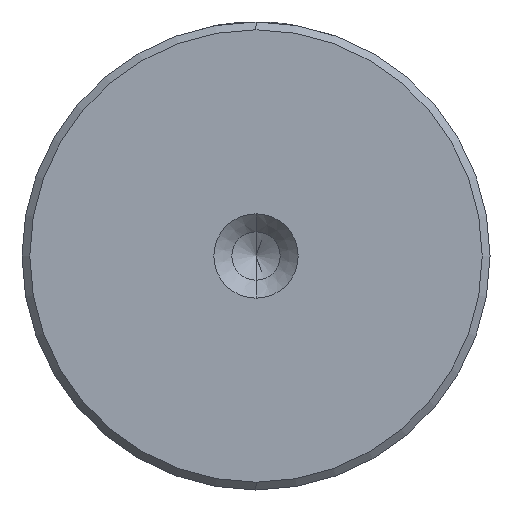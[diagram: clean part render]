
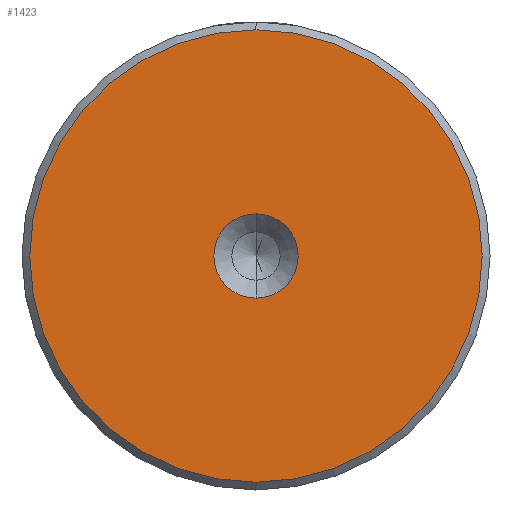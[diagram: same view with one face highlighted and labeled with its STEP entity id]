
A CAD part, left-side view. The second image highlights one B-rep face of the part: STEP entity #1423.
In plain terms, the highlighted planar face has unit normal (-1, 0, 0).
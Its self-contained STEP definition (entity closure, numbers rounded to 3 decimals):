
#185 = CIRCLE ( 'NONE', #1150, 14.5 ) ;
#193 = PLANE ( 'NONE',  #1693 ) ;
#198 = ORIENTED_EDGE ( 'NONE', *, *, #385, .T. ) ;
#270 = VERTEX_POINT ( 'NONE', #1758 ) ;
#291 = CARTESIAN_POINT ( 'NONE',  ( 0., 0., 0. ) ) ;
#329 = DIRECTION ( 'NONE',  ( 0., 0., 1. ) ) ;
#338 = DIRECTION ( 'NONE',  ( -1., 0., 0. ) ) ;
#348 = CARTESIAN_POINT ( 'NONE',  ( 0., 0., 0. ) ) ;
#382 = DIRECTION ( 'NONE',  ( 0., 0., 1. ) ) ;
#385 = EDGE_CURVE ( 'NONE', #1185, #270, #185, .T. ) ;
#441 = FACE_BOUND ( 'NONE', #601, .T. ) ;
#484 = DIRECTION ( 'NONE',  ( 0., 0., 1. ) ) ;
#601 = EDGE_LOOP ( 'NONE', ( #1071, #1296 ) ) ;
#642 = CARTESIAN_POINT ( 'NONE',  ( 0., 0., 0. ) ) ;
#742 = CARTESIAN_POINT ( 'NONE',  ( 0., 0., 0. ) ) ;
#750 = AXIS2_PLACEMENT_3D ( 'NONE', #291, #1546, #484 ) ;
#766 = EDGE_LOOP ( 'NONE', ( #1061, #198 ) ) ;
#831 = DIRECTION ( 'NONE',  ( 0., 0., 1. ) ) ;
#854 = EDGE_CURVE ( 'NONE', #1848, #1958, #1394, .T. ) ;
#989 = CIRCLE ( 'NONE', #750, 14.5 ) ;
#1058 = DIRECTION ( 'NONE',  ( 0., 0., 1. ) ) ;
#1061 = ORIENTED_EDGE ( 'NONE', *, *, #2053, .T. ) ;
#1071 = ORIENTED_EDGE ( 'NONE', *, *, #854, .F. ) ;
#1150 = AXIS2_PLACEMENT_3D ( 'NONE', #348, #338, #329 ) ;
#1185 = VERTEX_POINT ( 'NONE', #1598 ) ;
#1296 = ORIENTED_EDGE ( 'NONE', *, *, #1713, .F. ) ;
#1394 = CIRCLE ( 'NONE', #1847, 2.7 ) ;
#1417 = DIRECTION ( 'NONE',  ( -1., 0., 0. ) ) ;
#1423 = ADVANCED_FACE ( 'NONE', ( #1458, #441 ), #193, .T. ) ;
#1440 = CARTESIAN_POINT ( 'NONE',  ( 0., 0., -2.7 ) ) ;
#1458 = FACE_OUTER_BOUND ( 'NONE', #766, .T. ) ;
#1459 = DIRECTION ( 'NONE',  ( -1., 0., 0. ) ) ;
#1546 = DIRECTION ( 'NONE',  ( -1., 0., 0. ) ) ;
#1598 = CARTESIAN_POINT ( 'NONE',  ( 0., 0., 14.5 ) ) ;
#1693 = AXIS2_PLACEMENT_3D ( 'NONE', #742, #1459, #382 ) ;
#1713 = EDGE_CURVE ( 'NONE', #1958, #1848, #1767, .T. ) ;
#1758 = CARTESIAN_POINT ( 'NONE',  ( 0., 0., -14.5 ) ) ;
#1767 = CIRCLE ( 'NONE', #2215, 2.7 ) ;
#1847 = AXIS2_PLACEMENT_3D ( 'NONE', #1918, #1417, #1058 ) ;
#1848 = VERTEX_POINT ( 'NONE', #1901 ) ;
#1866 = DIRECTION ( 'NONE',  ( -1., 0., 0. ) ) ;
#1901 = CARTESIAN_POINT ( 'NONE',  ( 0., 0., 2.7 ) ) ;
#1918 = CARTESIAN_POINT ( 'NONE',  ( 0., 0., 0. ) ) ;
#1958 = VERTEX_POINT ( 'NONE', #1440 ) ;
#2053 = EDGE_CURVE ( 'NONE', #270, #1185, #989, .T. ) ;
#2215 = AXIS2_PLACEMENT_3D ( 'NONE', #642, #1866, #831 ) ;
